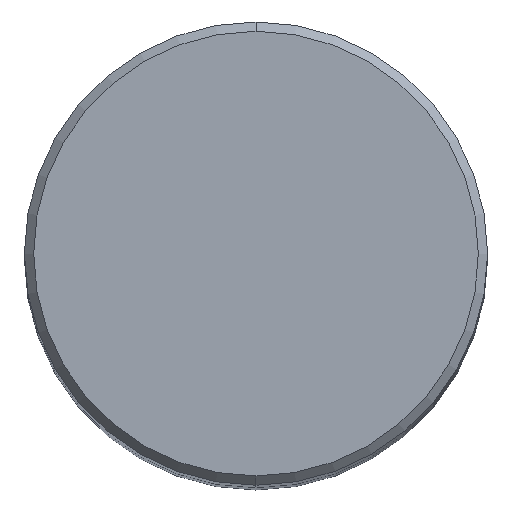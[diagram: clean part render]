
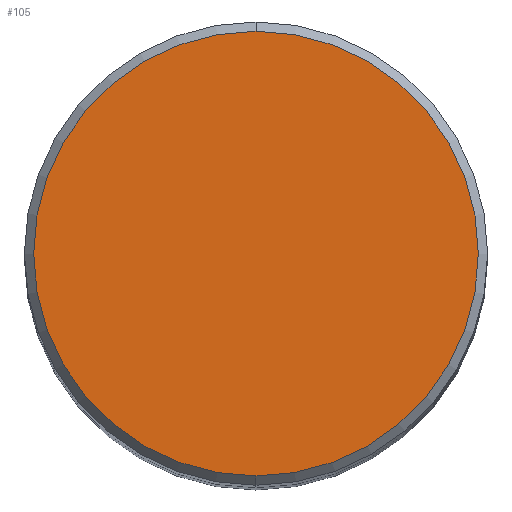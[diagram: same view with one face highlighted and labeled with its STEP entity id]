
A CAD part, top view. The second image highlights one B-rep face of the part: STEP entity #105.
In plain terms, the highlighted planar face has unit normal (0, 0, 1).
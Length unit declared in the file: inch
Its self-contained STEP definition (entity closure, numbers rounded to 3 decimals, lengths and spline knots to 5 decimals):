
#23 = DIRECTION ( 'NONE',  ( 0., -1., 0. ) ) ;
#46 = PLANE ( 'NONE',  #276 ) ;
#55 = CIRCLE ( 'NONE', #261, 0.48 ) ;
#62 = AXIS2_PLACEMENT_3D ( 'NONE', #228, #317, #23 ) ;
#80 = CIRCLE ( 'NONE', #62, 0.48 ) ;
#105 = ADVANCED_FACE ( 'NONE', ( #340 ), #46, .F. ) ;
#119 = DIRECTION ( 'NONE',  ( 0., 0., -1. ) ) ;
#124 = DIRECTION ( 'NONE',  ( 0., 1., 0. ) ) ;
#125 = EDGE_CURVE ( 'NONE', #130, #376, #55, .T. ) ;
#130 = VERTEX_POINT ( 'NONE', #146 ) ;
#146 = CARTESIAN_POINT ( 'NONE',  ( 0., 0.48, 0. ) ) ;
#192 = EDGE_CURVE ( 'NONE', #376, #130, #80, .T. ) ;
#223 = DIRECTION ( 'NONE',  ( 0., -1., 0. ) ) ;
#226 = EDGE_LOOP ( 'NONE', ( #325, #342 ) ) ;
#228 = CARTESIAN_POINT ( 'NONE',  ( 0., 0., 0. ) ) ;
#261 = AXIS2_PLACEMENT_3D ( 'NONE', #285, #402, #223 ) ;
#276 = AXIS2_PLACEMENT_3D ( 'NONE', #305, #119, #124 ) ;
#285 = CARTESIAN_POINT ( 'NONE',  ( 0., 0., 0. ) ) ;
#305 = CARTESIAN_POINT ( 'NONE',  ( 0., 0.48, 0. ) ) ;
#317 = DIRECTION ( 'NONE',  ( 0., 0., 1. ) ) ;
#325 = ORIENTED_EDGE ( 'NONE', *, *, #125, .T. ) ;
#340 = FACE_OUTER_BOUND ( 'NONE', #226, .T. ) ;
#342 = ORIENTED_EDGE ( 'NONE', *, *, #192, .T. ) ;
#365 = CARTESIAN_POINT ( 'NONE',  ( 0., -0.48, 0. ) ) ;
#376 = VERTEX_POINT ( 'NONE', #365 ) ;
#402 = DIRECTION ( 'NONE',  ( 0., 0., 1. ) ) ;
